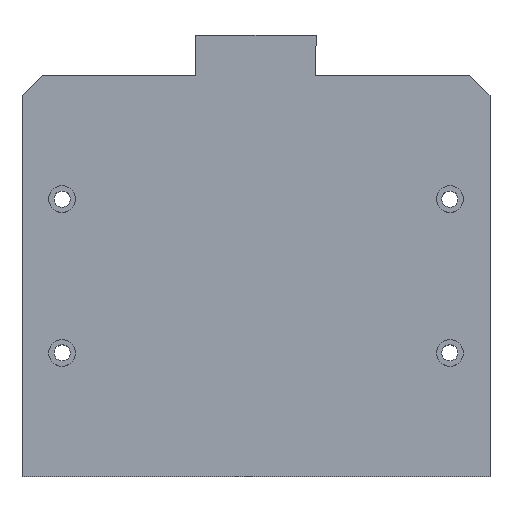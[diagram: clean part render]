
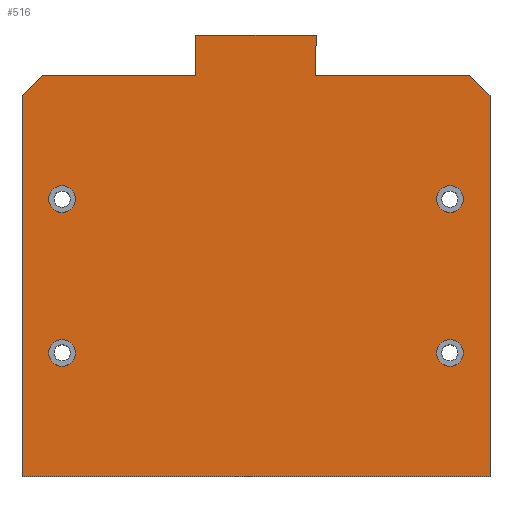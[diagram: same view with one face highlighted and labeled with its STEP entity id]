
A CAD part, top view. The second image highlights one B-rep face of the part: STEP entity #516.
In plain terms, the highlighted planar face has unit normal (0, 0, 1).
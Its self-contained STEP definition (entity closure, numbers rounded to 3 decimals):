
#39=FACE_BOUND('',#123,.T.);
#40=FACE_BOUND('',#124,.T.);
#41=FACE_BOUND('',#125,.T.);
#42=FACE_BOUND('',#126,.T.);
#48=CIRCLE('',#544,2.);
#51=CIRCLE('',#549,2.);
#54=CIRCLE('',#554,2.);
#57=CIRCLE('',#559,2.);
#86=FACE_OUTER_BOUND('',#122,.T.);
#122=EDGE_LOOP('',(#455,#456,#457,#458,#459,#460,#461,#462,#463,#464));
#123=EDGE_LOOP('',(#465));
#124=EDGE_LOOP('',(#466));
#125=EDGE_LOOP('',(#467));
#126=EDGE_LOOP('',(#468));
#127=LINE('',#733,#177);
#133=LINE('',#744,#183);
#142=LINE('',#772,#192);
#146=LINE('',#778,#196);
#168=LINE('',#850,#218);
#170=LINE('',#855,#220);
#172=LINE('',#858,#222);
#173=LINE('',#861,#223);
#175=LINE('',#864,#225);
#176=LINE('',#866,#226);
#177=VECTOR('',#587,10.);
#183=VECTOR('',#595,10.);
#192=VECTOR('',#616,10.);
#196=VECTOR('',#622,10.);
#218=VECTOR('',#702,10.);
#220=VECTOR('',#706,10.);
#222=VECTOR('',#710,10.);
#223=VECTOR('',#713,10.);
#225=VECTOR('',#717,10.);
#226=VECTOR('',#720,10.);
#227=VERTEX_POINT('',#731);
#228=VERTEX_POINT('',#732);
#232=VERTEX_POINT('',#742);
#244=VERTEX_POINT('',#770);
#245=VERTEX_POINT('',#771);
#246=VERTEX_POINT('',#776);
#248=VERTEX_POINT('',#782);
#251=VERTEX_POINT('',#791);
#254=VERTEX_POINT('',#800);
#257=VERTEX_POINT('',#809);
#267=VERTEX_POINT('',#848);
#268=VERTEX_POINT('',#852);
#269=VERTEX_POINT('',#854);
#270=VERTEX_POINT('',#860);
#271=EDGE_CURVE('',#227,#228,#127,.T.);
#277=EDGE_CURVE('',#227,#232,#133,.T.);
#290=EDGE_CURVE('',#244,#245,#142,.T.);
#294=EDGE_CURVE('',#244,#246,#146,.T.);
#297=EDGE_CURVE('',#248,#248,#48,.T.);
#301=EDGE_CURVE('',#251,#251,#51,.T.);
#305=EDGE_CURVE('',#254,#254,#54,.T.);
#309=EDGE_CURVE('',#257,#257,#57,.T.);
#328=EDGE_CURVE('',#246,#267,#168,.T.);
#330=EDGE_CURVE('',#269,#268,#170,.T.);
#332=EDGE_CURVE('',#267,#269,#172,.T.);
#333=EDGE_CURVE('',#270,#245,#173,.T.);
#335=EDGE_CURVE('',#232,#270,#175,.T.);
#336=EDGE_CURVE('',#268,#228,#176,.T.);
#455=ORIENTED_EDGE('',*,*,#271,.F.);
#456=ORIENTED_EDGE('',*,*,#277,.T.);
#457=ORIENTED_EDGE('',*,*,#335,.T.);
#458=ORIENTED_EDGE('',*,*,#333,.T.);
#459=ORIENTED_EDGE('',*,*,#290,.F.);
#460=ORIENTED_EDGE('',*,*,#294,.T.);
#461=ORIENTED_EDGE('',*,*,#328,.T.);
#462=ORIENTED_EDGE('',*,*,#332,.T.);
#463=ORIENTED_EDGE('',*,*,#330,.T.);
#464=ORIENTED_EDGE('',*,*,#336,.T.);
#465=ORIENTED_EDGE('',*,*,#297,.T.);
#466=ORIENTED_EDGE('',*,*,#301,.T.);
#467=ORIENTED_EDGE('',*,*,#305,.T.);
#468=ORIENTED_EDGE('',*,*,#309,.T.);
#488=PLANE('',#576);
#516=ADVANCED_FACE('',(#86,#39,#40,#41,#42),#488,.T.);
#544=AXIS2_PLACEMENT_3D('',#784,#628,#629);
#549=AXIS2_PLACEMENT_3D('',#793,#639,#640);
#554=AXIS2_PLACEMENT_3D('',#802,#650,#651);
#559=AXIS2_PLACEMENT_3D('',#811,#661,#662);
#576=AXIS2_PLACEMENT_3D('',#867,#721,#722);
#587=DIRECTION('',(0.707,0.707,0.));
#595=DIRECTION('',(0.,-1.,0.));
#616=DIRECTION('',(0.707,-0.707,0.));
#622=DIRECTION('',(-1.,0.,0.));
#628=DIRECTION('center_axis',(0.,0.,-1.));
#629=DIRECTION('ref_axis',(1.,0.,0.));
#639=DIRECTION('center_axis',(0.,0.,-1.));
#640=DIRECTION('ref_axis',(1.,0.,0.));
#650=DIRECTION('center_axis',(0.,0.,-1.));
#651=DIRECTION('ref_axis',(1.,0.,0.));
#661=DIRECTION('center_axis',(0.,0.,-1.));
#662=DIRECTION('ref_axis',(1.,0.,0.));
#702=DIRECTION('',(0.017,1.,0.));
#706=DIRECTION('',(0.,-1.,0.));
#710=DIRECTION('',(-1.,0.,0.));
#713=DIRECTION('',(0.,1.,0.));
#717=DIRECTION('',(1.,0.,0.));
#720=DIRECTION('',(-1.,0.,0.));
#721=DIRECTION('center_axis',(0.,0.,1.));
#722=DIRECTION('ref_axis',(1.,0.,0.));
#731=CARTESIAN_POINT('',(-34.998,-188.,1.8));
#732=CARTESIAN_POINT('',(-31.998,-185.,1.8));
#733=CARTESIAN_POINT('',(-31.498,-184.5,1.8));
#742=CARTESIAN_POINT('',(-34.998,-245.,1.8));
#744=CARTESIAN_POINT('',(-34.998,-245.,1.8));
#770=CARTESIAN_POINT('',(32.002,-185.,1.8));
#771=CARTESIAN_POINT('',(35.002,-188.,1.8));
#772=CARTESIAN_POINT('',(31.502,-184.5,1.8));
#776=CARTESIAN_POINT('',(8.903,-185.,1.8));
#778=CARTESIAN_POINT('',(-34.998,-185.,1.8));
#782=CARTESIAN_POINT('',(27.002,-203.5,1.8));
#784=CARTESIAN_POINT('Origin',(29.002,-203.5,1.8));
#791=CARTESIAN_POINT('',(-30.998,-203.5,1.8));
#793=CARTESIAN_POINT('Origin',(-28.998,-203.5,1.8));
#800=CARTESIAN_POINT('',(27.002,-226.5,1.8));
#802=CARTESIAN_POINT('Origin',(29.002,-226.5,1.8));
#809=CARTESIAN_POINT('',(-30.998,-226.5,1.8));
#811=CARTESIAN_POINT('Origin',(-28.998,-226.5,1.8));
#848=CARTESIAN_POINT('',(9.002,-179.,1.8));
#850=CARTESIAN_POINT('',(9.002,-179.,1.8));
#852=CARTESIAN_POINT('',(-8.998,-185.,1.8));
#854=CARTESIAN_POINT('',(-8.998,-179.,1.8));
#855=CARTESIAN_POINT('',(-8.998,-185.,1.8));
#858=CARTESIAN_POINT('',(-8.998,-179.,1.8));
#860=CARTESIAN_POINT('',(35.002,-245.,1.8));
#861=CARTESIAN_POINT('',(35.002,-185.,1.8));
#864=CARTESIAN_POINT('',(35.002,-245.,1.8));
#866=CARTESIAN_POINT('',(21.845,-185.,1.8));
#867=CARTESIAN_POINT('Origin',(0.002,-212.,1.8));
